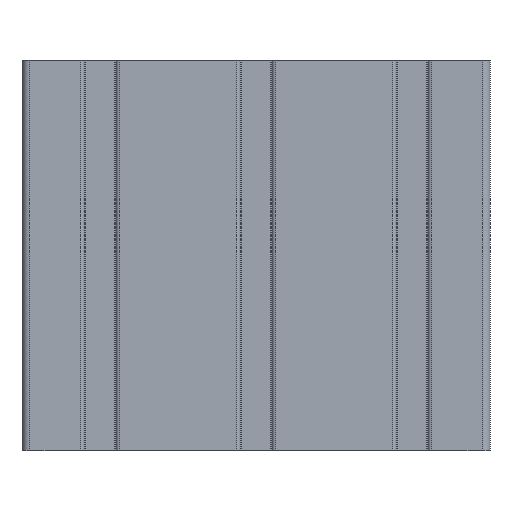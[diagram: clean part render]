
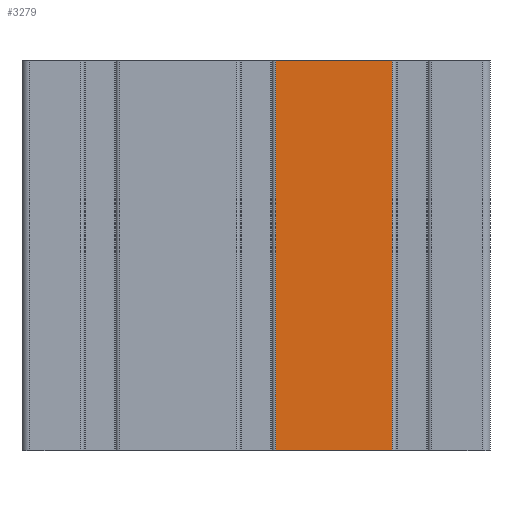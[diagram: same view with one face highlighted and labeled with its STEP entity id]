
A CAD part, front view. The second image highlights one B-rep face of the part: STEP entity #3279.
In plain terms, the highlighted planar face has unit normal (0, -1, 0).
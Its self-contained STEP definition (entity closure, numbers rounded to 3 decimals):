
#102=PLANE('',#3604);
#263=FACE_OUTER_BOUND('',#431,.T.);
#431=EDGE_LOOP('',(#2677,#2678,#2679,#2680));
#609=LINE('',#5091,#929);
#704=LINE('',#5387,#1024);
#758=LINE('',#5546,#1078);
#759=LINE('',#5547,#1079);
#929=VECTOR('',#4102,100.);
#1024=VECTOR('',#4395,100.);
#1078=VECTOR('',#4555,30.);
#1079=VECTOR('',#4556,30.);
#1423=VERTEX_POINT('',#5087);
#1424=VERTEX_POINT('',#5089);
#1525=VERTEX_POINT('',#5384);
#1526=VERTEX_POINT('',#5386);
#1823=EDGE_CURVE('',#1423,#1424,#609,.T.);
#1969=EDGE_CURVE('',#1525,#1526,#704,.T.);
#2048=EDGE_CURVE('',#1526,#1424,#758,.T.);
#2049=EDGE_CURVE('',#1525,#1423,#759,.T.);
#2677=ORIENTED_EDGE('',*,*,#1823,.T.);
#2678=ORIENTED_EDGE('',*,*,#2048,.F.);
#2679=ORIENTED_EDGE('',*,*,#1969,.F.);
#2680=ORIENTED_EDGE('',*,*,#2049,.T.);
#3279=ADVANCED_FACE('',(#263),#102,.T.);
#3604=AXIS2_PLACEMENT_3D('',#5545,#4553,#4554);
#4102=DIRECTION('',(0.,0.,-1.));
#4395=DIRECTION('',(0.,0.,-1.));
#4553=DIRECTION('center_axis',(0.,-1.,0.));
#4554=DIRECTION('ref_axis',(1.,0.,0.));
#4555=DIRECTION('',(-1.,0.,0.));
#4556=DIRECTION('',(-1.,0.,0.));
#5087=CARTESIAN_POINT('',(5.,-20.,100.));
#5089=CARTESIAN_POINT('',(5.,-20.,0.));
#5091=CARTESIAN_POINT('',(5.,-20.,0.));
#5384=CARTESIAN_POINT('',(35.,-20.,100.));
#5386=CARTESIAN_POINT('',(35.,-20.,0.));
#5387=CARTESIAN_POINT('',(35.,-20.,0.));
#5545=CARTESIAN_POINT('Origin',(-58.,-20.,0.));
#5546=CARTESIAN_POINT('',(-29.,-20.,0.));
#5547=CARTESIAN_POINT('',(-29.,-20.,100.));
